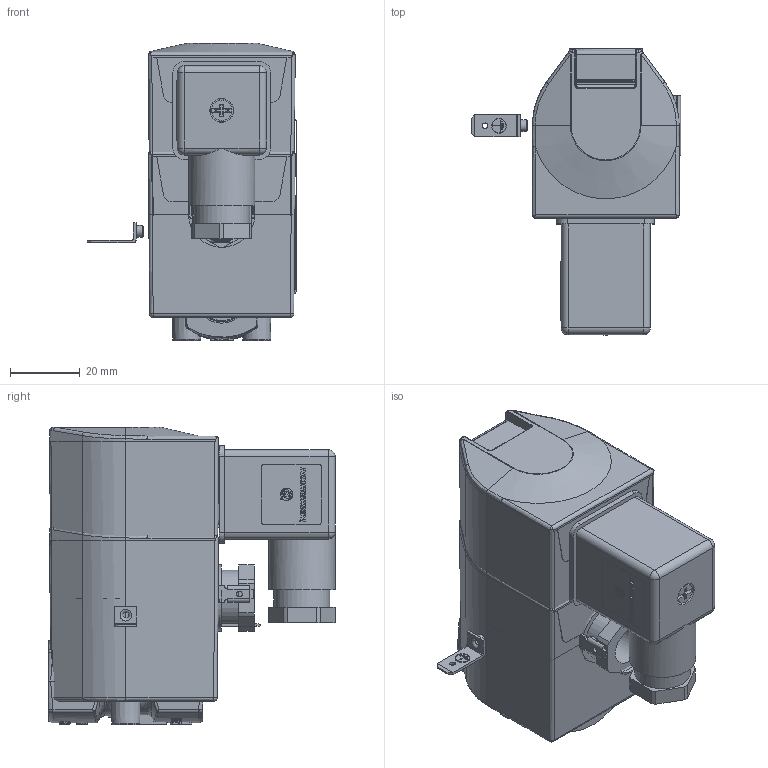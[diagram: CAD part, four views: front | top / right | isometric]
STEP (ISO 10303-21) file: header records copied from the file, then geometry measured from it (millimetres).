
FILE_DESCRIPTION( ( 'Unknown' ), '1' );
FILE_NAME( '8251120_9151.stp', '17.04.2009', ( 'Ludwig' ), ( 'Buschjost Norgren GmbH + CO. KG' ), 'XStep 1.0', 'Solid Edge V19', ' ' );
FILE_SCHEMA( ( 'automotive_design' ) );
Length unit declared in the file: millimetre
Products named in the file (18): Assem1; Assem2; Assem3; Assem4; 1254681_0000_00000; ST_1256830_0000_00000-02; ST_1256830_0000_00000-03; ST_1256831_0000_00000-02; 1260504_0000_00000; 1261595_0000_00000; 1258133.0000.00000; 1256815_0000_00000-oa0
Bounding box: 60 x 81.86 x 85.05 mm (x, y, z)
Volume: 188731.6 mm3; surface area: 131654 mm2
Topology: 41 solids, 41 shells, 3387 faces, 8782 edges, 5573 vertices
Faces by surface type: plane 1902, cylinder 810, bspline 327, extrusion 208, torus 67, cone 50, sphere 23
Full cylindrical faces by diameter (mm): 0.225 x4, 0.266 x2, 0.279 x2, 1.6 x5, 1.65 x8, 1.7 x8, 2 x6, 2.6 x2, 3 x5, 3.3 x7, 4 x5, 4.134 x4, 4.2 x5, 4.75 x3, 4.85 x3, 5.8 x2, 6 x3, 6.6 x2, 6.8 x2, 11 x2, 13.55 x2, 14.2 x2, 14.55 x9, 14.95 x4, 15.45 x2, 15.55 x3, 16 x4, 16.5 x8, 16.504 x3, 16.917 x2
Entity records: 49581 total; most frequent: CARTESIAN_POINT 18671, ORIENTED_EDGE 6448, DIRECTION 5719, EDGE_CURVE 3224, VERTEX_POINT 2108, VECTOR 1933, AXIS2_PLACEMENT_3D 1893, LINE 1829
